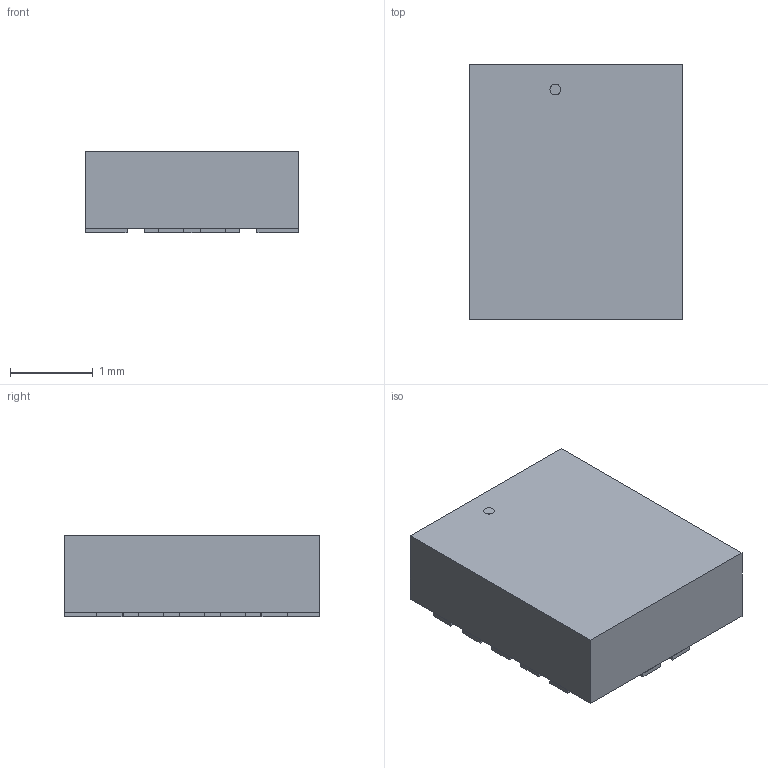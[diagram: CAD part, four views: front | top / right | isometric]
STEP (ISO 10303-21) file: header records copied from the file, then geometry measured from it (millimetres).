
FILE_DESCRIPTION(('STEP AP214'),'1');
FILE_NAME('DHVQFN14_SOT762-1_NEX','2025-05-15T10:15:18',(''),(''),'','','');
FILE_SCHEMA(('AUTOMOTIVE_DESIGN'));
Length unit declared in the file: millimetre
Products named in the file (1): product
Bounding box: 2.59 x 3.1 x 0.99 mm (x, y, z)
Volume: 7.7 mm3; surface area: 36.3 mm2
Topology: 17 solids, 17 shells, 99 faces, 195 edges, 130 vertices
Faces by surface type: plane 98, cylinder 1
Full cylindrical faces by diameter (mm): 0.13 x1
Entity records: 2533 total; most frequent: DIRECTION 398, ORIENTED_EDGE 388, CARTESIAN_POINT 233, EDGE_CURVE 194, LINE 192, VECTOR 192, VERTEX_POINT 130, AXIS2_PLACEMENT_3D 103
